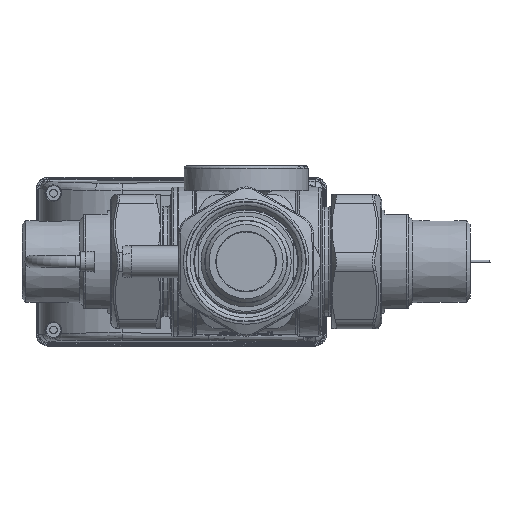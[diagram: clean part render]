
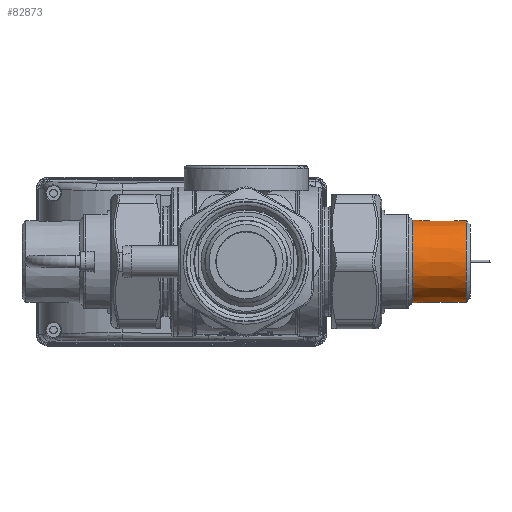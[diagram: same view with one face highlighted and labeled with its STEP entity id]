
A CAD part, left-side view. The second image highlights one B-rep face of the part: STEP entity #82873.
In plain terms, the highlighted conical face has half-angle 0.5 degrees and reference radius 16.662 mm.
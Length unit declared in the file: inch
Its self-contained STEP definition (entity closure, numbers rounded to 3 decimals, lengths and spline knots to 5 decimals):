
#7363=CONICAL_SURFACE('',#88895,0.656,0.009);
#11970=LINE('',#203368,#16405);
#16405=VECTOR('',#103285,0.656);
#21682=FACE_OUTER_BOUND('',#26705,.T.);
#26705=EDGE_LOOP('',(#67817,#67818,#67819,#67820));
#30315=CIRCLE('',#88894,0.64801);
#30316=CIRCLE('',#88896,0.65548);
#36593=VERTEX_POINT('',#203363);
#36594=VERTEX_POINT('',#203367);
#47397=EDGE_CURVE('',#36593,#36593,#30315,.T.);
#47399=EDGE_CURVE('',#36593,#36594,#11970,.T.);
#47400=EDGE_CURVE('',#36594,#36594,#30316,.T.);
#67817=ORIENTED_EDGE('',*,*,#47397,.F.);
#67818=ORIENTED_EDGE('',*,*,#47399,.T.);
#67819=ORIENTED_EDGE('',*,*,#47400,.F.);
#67820=ORIENTED_EDGE('',*,*,#47399,.F.);
#82873=ADVANCED_FACE('',(#21682),#7363,.T.);
#88894=AXIS2_PLACEMENT_3D('',#203364,#103280,#103281);
#88895=AXIS2_PLACEMENT_3D('',#203366,#103283,#103284);
#88896=AXIS2_PLACEMENT_3D('',#203369,#103286,#103287);
#103280=DIRECTION('center_axis',(0.,0.,-1.));
#103281=DIRECTION('ref_axis',(1.,0.,0.));
#103283=DIRECTION('center_axis',(0.,0.,1.));
#103284=DIRECTION('ref_axis',(1.,0.,0.));
#103285=DIRECTION('',(-0.009,0.,1.));
#103286=DIRECTION('center_axis',(0.,0.,1.));
#103287=DIRECTION('ref_axis',(1.,0.,0.));
#203363=CARTESIAN_POINT('',(-0.64801,0.,-1.64));
#203364=CARTESIAN_POINT('Origin',(0.,0.,-1.64));
#203366=CARTESIAN_POINT('Origin',(0.,0.,-0.725));
#203367=CARTESIAN_POINT('',(-0.65548,0.,-0.785));
#203368=CARTESIAN_POINT('',(-0.656,0.,-0.725));
#203369=CARTESIAN_POINT('Origin',(0.,0.,-0.785));
